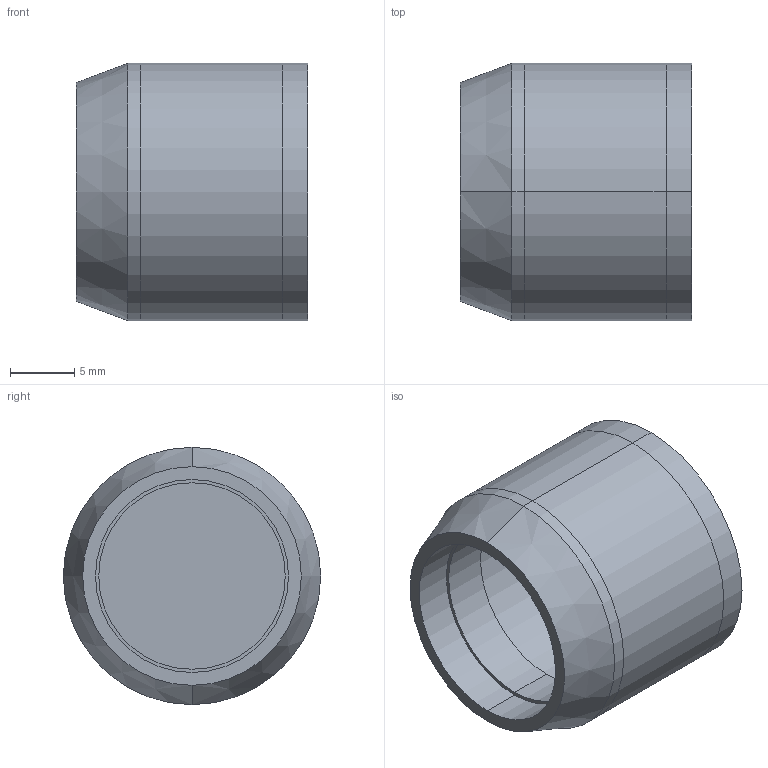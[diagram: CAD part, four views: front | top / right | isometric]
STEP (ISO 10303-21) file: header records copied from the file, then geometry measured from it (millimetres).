
FILE_DESCRIPTION (( 'STEP AP203' ), '1' );
FILE_NAME ('DP71238-A_Punta con specchio__PCBP.step', '2022-02-15T11:37:05', ( '' ), ( '' ), 'SwSTEP 2.0', 'SolidWorks 2021', '' );
FILE_SCHEMA (( 'CONFIG_CONTROL_DESIGN' ));
Length unit declared in the file: millimetre
Products named in the file (1): DP71238-A_Punta con specchio__PCBP
Bounding box: 18 x 20 x 20 mm (x, y, z)
Surface area: 2392.2 mm2 (no closed solid volume)
Topology: 0 solids, 4 shells, 17 faces, 40 edges, 26 vertices
Faces by surface type: cylinder 12, plane 3, cone 2
Entity records: 572 total; most frequent: DIRECTION 102, CARTESIAN_POINT 84, ORIENTED_EDGE 66, AXIS2_PLACEMENT_3D 44, EDGE_CURVE 40, VERTEX_POINT 26, CIRCLE 26, EDGE_LOOP 19
